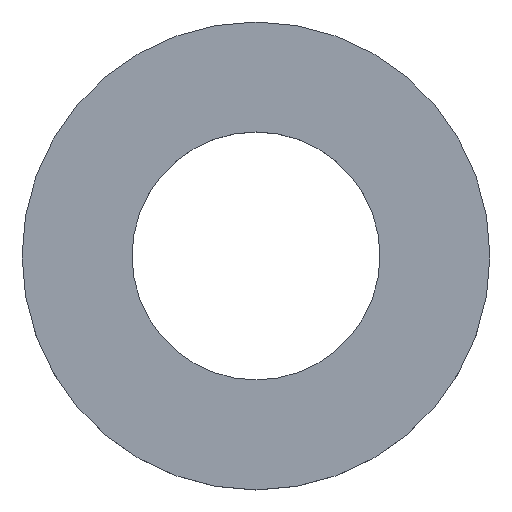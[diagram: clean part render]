
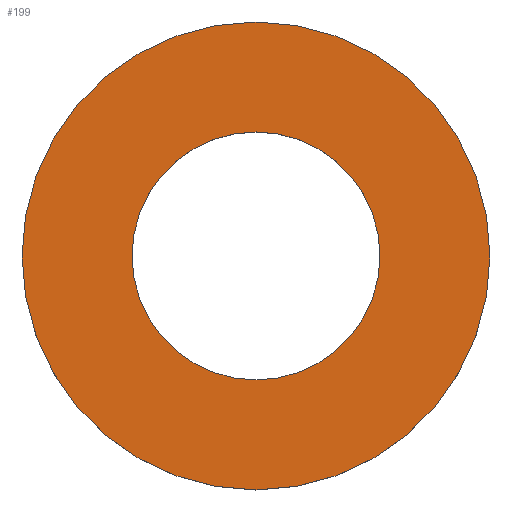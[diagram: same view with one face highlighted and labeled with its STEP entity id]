
A CAD part, top view. The second image highlights one B-rep face of the part: STEP entity #199.
In plain terms, the highlighted planar face has unit normal (0, 0, 1).
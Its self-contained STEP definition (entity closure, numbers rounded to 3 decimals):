
#6 = DIRECTION ( 'NONE',  ( 1., 0., 0. ) ) ;
#8 = DIRECTION ( 'NONE',  ( 0., 0., 1. ) ) ;
#23 = CARTESIAN_POINT ( 'NONE',  ( -5., 0., 1.1 ) ) ;
#25 = DIRECTION ( 'NONE',  ( 1., 0., 0. ) ) ;
#26 = DIRECTION ( 'NONE',  ( 0., 0., 1. ) ) ;
#29 = PLANE ( 'NONE',  #242 ) ;
#33 = DIRECTION ( 'NONE',  ( 1., 0., 0. ) ) ;
#34 = DIRECTION ( 'NONE',  ( 0., 0., 1. ) ) ;
#35 = CARTESIAN_POINT ( 'NONE',  ( 0., 0., 1.1 ) ) ;
#36 = CARTESIAN_POINT ( 'NONE',  ( 0., 0., 1.1 ) ) ;
#37 = CARTESIAN_POINT ( 'NONE',  ( 0., 0., 1.1 ) ) ;
#44 = DIRECTION ( 'NONE',  ( 1., 0., 0. ) ) ;
#45 = DIRECTION ( 'NONE',  ( 0., 0., 1. ) ) ;
#46 = CARTESIAN_POINT ( 'NONE',  ( 0., 0., 1.1 ) ) ;
#47 = CARTESIAN_POINT ( 'NONE',  ( -2.65, 0., 1.1 ) ) ;
#53 = DIRECTION ( 'NONE',  ( 1., 0., 0. ) ) ;
#54 = DIRECTION ( 'NONE',  ( 0., 0., 1. ) ) ;
#56 = CARTESIAN_POINT ( 'NONE',  ( 0., 0., 1.1 ) ) ;
#65 = VERTEX_POINT ( 'NONE', #88 ) ;
#66 = VERTEX_POINT ( 'NONE', #92 ) ;
#82 = VERTEX_POINT ( 'NONE', #23 ) ;
#85 = VERTEX_POINT ( 'NONE', #47 ) ;
#88 = CARTESIAN_POINT ( 'NONE',  ( 2.65, 0., 1.1 ) ) ;
#92 = CARTESIAN_POINT ( 'NONE',  ( 5., 0., 1.1 ) ) ;
#95 = CIRCLE ( 'NONE', #248, 2.65 ) ;
#111 = CIRCLE ( 'NONE', #236, 2.65 ) ;
#115 = ORIENTED_EDGE ( 'NONE', *, *, #231, .F. ) ;
#117 = ORIENTED_EDGE ( 'NONE', *, *, #225, .F. ) ;
#136 = CIRCLE ( 'NONE', #249, 5. ) ;
#139 = EDGE_LOOP ( 'NONE', ( #115, #117 ) ) ;
#147 = CIRCLE ( 'NONE', #241, 5. ) ;
#156 = FACE_OUTER_BOUND ( 'NONE', #172, .T. ) ;
#162 = ORIENTED_EDGE ( 'NONE', *, *, #233, .T. ) ;
#172 = EDGE_LOOP ( 'NONE', ( #162, #184 ) ) ;
#184 = ORIENTED_EDGE ( 'NONE', *, *, #228, .T. ) ;
#185 = FACE_BOUND ( 'NONE', #139, .T. ) ;
#199 = ADVANCED_FACE ( 'NONE', ( #156, #185 ), #29, .T. ) ;
#225 = EDGE_CURVE ( 'NONE', #65, #85, #111, .T. ) ;
#228 = EDGE_CURVE ( 'NONE', #66, #82, #147, .T. ) ;
#231 = EDGE_CURVE ( 'NONE', #85, #65, #95, .T. ) ;
#233 = EDGE_CURVE ( 'NONE', #82, #66, #136, .T. ) ;
#236 = AXIS2_PLACEMENT_3D ( 'NONE', #56, #54, #53 ) ;
#241 = AXIS2_PLACEMENT_3D ( 'NONE', #46, #45, #44 ) ;
#242 = AXIS2_PLACEMENT_3D ( 'NONE', #35, #8, #6 ) ;
#248 = AXIS2_PLACEMENT_3D ( 'NONE', #37, #34, #33 ) ;
#249 = AXIS2_PLACEMENT_3D ( 'NONE', #36, #26, #25 ) ;
